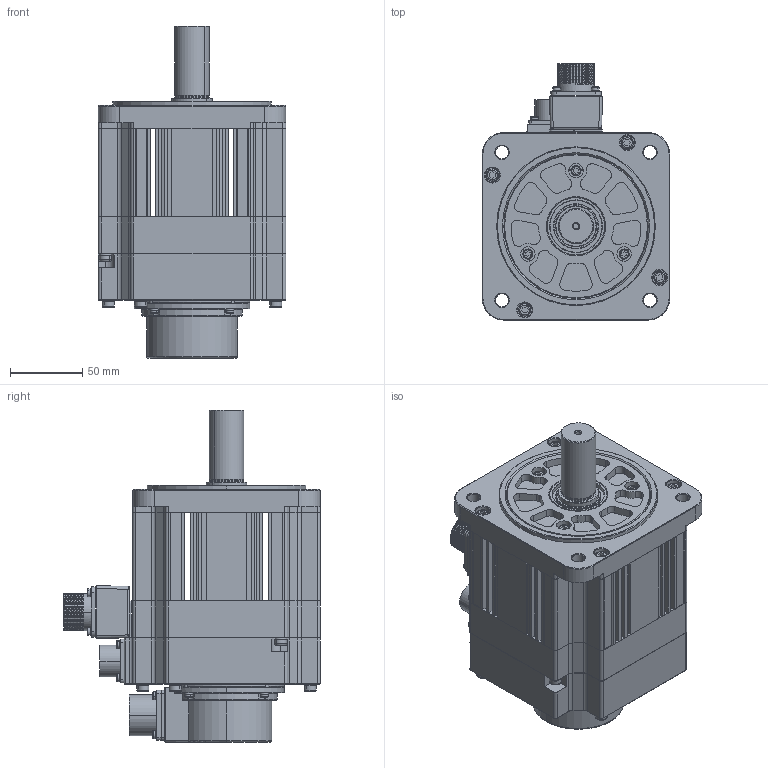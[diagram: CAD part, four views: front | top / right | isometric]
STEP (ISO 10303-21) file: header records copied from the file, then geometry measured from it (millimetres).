
FILE_DESCRIPTION (( 'STEP AP203' ), '1' );
FILE_NAME ('EM1-1KW-B-O.STEP', '2019-12-06T02:50:56', ( '' ), ( '' ), 'SwSTEP 2.0', 'SolidWorks 2015', '' );
FILE_SCHEMA (( 'CONFIG_CONTROL_DESIGN' ));
Length unit declared in the file: millimetre
Products named in the file (1): EM1-1KW-B-O
Bounding box: 130 x 177.85 x 230.1 mm (x, y, z)
Surface area: 162022.2 mm2 (no closed solid volume)
Topology: 0 solids, 73 shells, 1216 faces, 3567 edges, 2416 vertices
Faces by surface type: plane 547, cylinder 396, cone 138, torus 110, bspline 17, sphere 8
Entity records: 44622 total; most frequent: CARTESIAN_POINT 12390, DIRECTION 6998, ORIENTED_EDGE 5949, EDGE_CURVE 3558, AXIS2_PLACEMENT_3D 2483, VERTEX_POINT 2412, VECTOR 2032, LINE 2032
